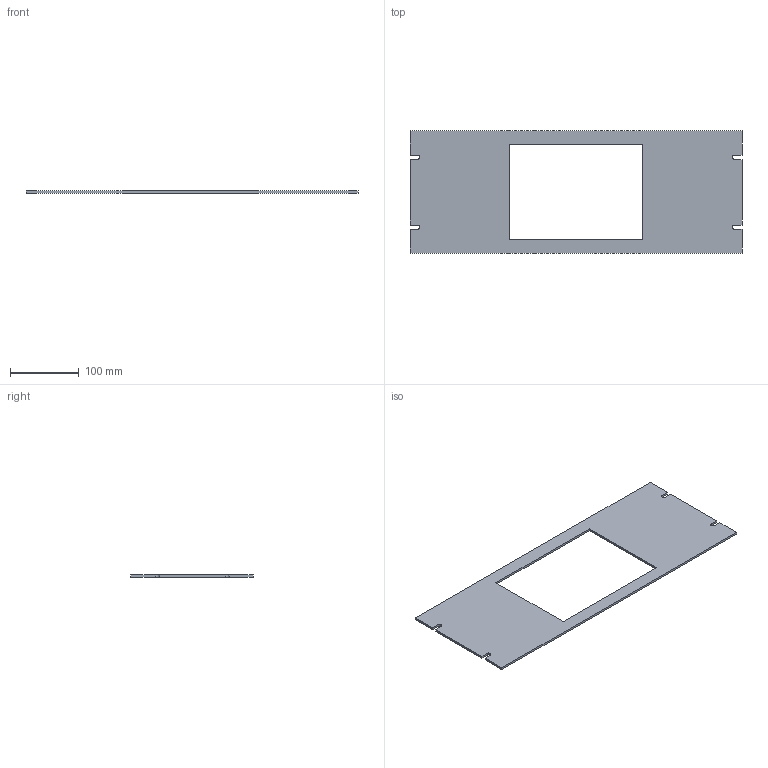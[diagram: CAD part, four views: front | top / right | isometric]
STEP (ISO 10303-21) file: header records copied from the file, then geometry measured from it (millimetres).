
FILE_DESCRIPTION (( 'STEP AP214' ), '1' );
FILE_NAME ('RMST7 Dimensional.STEP', '2023-11-21T15:20:47', ( '' ), ( '' ), 'SwSTEP 2.0', 'SolidWorks 2022', '' );
FILE_SCHEMA (( 'AUTOMOTIVE_DESIGN' ));
Length unit declared in the file: inch
Products named in the file (2): RMST7 Dimensional; 302-104340.50
Assembly tree (1 placements, depth 2):
  RMST7 Dimensional
    302-104340.50
Bounding box: 482.6 x 177.8 x 3.17 mm (x, y, z)
Volume: 187139.2 mm3; surface area: 124491 mm2
Topology: 1 solids, 1 shells, 28 faces, 78 edges, 52 vertices
Faces by surface type: plane 22, cylinder 6
Entity records: 972 total; most frequent: CARTESIAN_POINT 162, ORIENTED_EDGE 156, DIRECTION 154, EDGE_CURVE 78, LINE 66, VECTOR 66, VERTEX_POINT 52, AXIS2_PLACEMENT_3D 44
